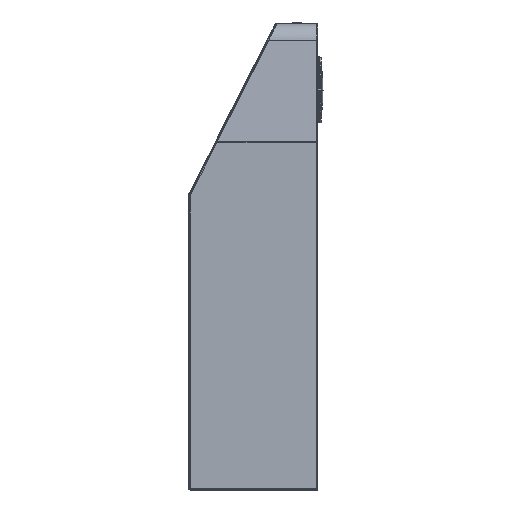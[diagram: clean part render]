
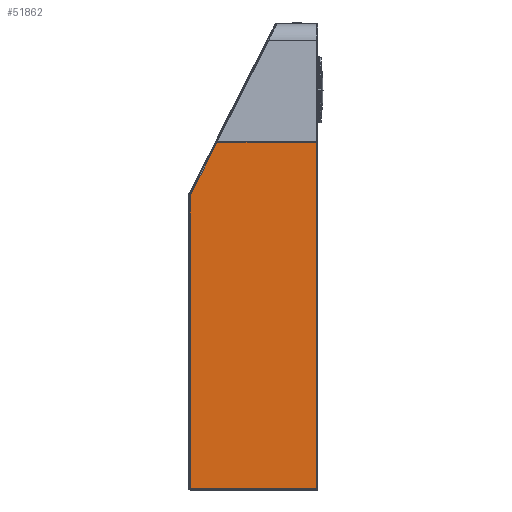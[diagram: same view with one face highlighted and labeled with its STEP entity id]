
A CAD part, left-side view. The second image highlights one B-rep face of the part: STEP entity #51862.
In plain terms, the highlighted face is planar.
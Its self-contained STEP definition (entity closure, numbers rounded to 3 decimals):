
#49039=DIRECTION('',(0.,-0.893,0.451));
#49040=VECTOR('',#49039,1.3);
#49041=CARTESIAN_POINT('',(0.5,1.16,126.914));
#49042=LINE('',#49041,#49040);
#49043=DIRECTION('',(0.,-0.893,0.451));
#49044=VECTOR('',#49043,1.3);
#49045=CARTESIAN_POINT('',(0.5,29.195,182.414));
#49046=LINE('',#49045,#49044);
#49047=DIRECTION('',(0.,1.,0.));
#49048=VECTOR('',#49047,109.366);
#49049=CARTESIAN_POINT('',(0.5,28.034,183.));
#49050=LINE('',#49049,#49048);
#49075=DIRECTION('',(0.,0.,-1.));
#49076=VECTOR('',#49075,322.5);
#49077=CARTESIAN_POINT('',(0.5,0.,127.5));
#49078=LINE('',#49077,#49076);
#49149=DIRECTION('',(0.,1.,0.));
#49150=VECTOR('',#49149,137.4);
#49151=CARTESIAN_POINT('',(0.5,0.,-195.));
#49152=LINE('',#49151,#49150);
#49261=DIRECTION('',(0.,0.,1.));
#49262=VECTOR('',#49261,378.);
#49263=CARTESIAN_POINT('',(0.5,137.4,-195.));
#49264=LINE('',#49263,#49262);
#49676=DIRECTION('',(0.,-0.451,-0.893));
#49677=VECTOR('',#49676,62.179);
#49678=CARTESIAN_POINT('',(0.5,29.195,182.414));
#49679=LINE('',#49678,#49677);
#51450=CARTESIAN_POINT('',(0.5,1.16,126.914));
#51451=CARTESIAN_POINT('',(0.5,0.,127.5));
#51452=VERTEX_POINT('',#51450);
#51453=VERTEX_POINT('',#51451);
#51582=CARTESIAN_POINT('',(0.5,29.195,182.414));
#51583=CARTESIAN_POINT('',(0.5,28.034,183.));
#51584=VERTEX_POINT('',#51582);
#51585=VERTEX_POINT('',#51583);
#51600=CARTESIAN_POINT('',(0.5,0.,-195.));
#51601=VERTEX_POINT('',#51600);
#51608=CARTESIAN_POINT('',(0.5,137.4,-195.));
#51609=VERTEX_POINT('',#51608);
#51622=CARTESIAN_POINT('',(0.5,137.4,183.));
#51623=VERTEX_POINT('',#51622);
#51841=CARTESIAN_POINT('',(0.5,0.,0.));
#51842=DIRECTION('',(-1.,0.,0.));
#51843=DIRECTION('',(0.,0.,1.));
#51844=AXIS2_PLACEMENT_3D('',#51841,#51842,#51843);
#51845=PLANE('',#51844);
#51847=ORIENTED_EDGE('',*,*,#51846,.F.);
#51849=ORIENTED_EDGE('',*,*,#51848,.F.);
#51851=ORIENTED_EDGE('',*,*,#51850,.F.);
#51853=ORIENTED_EDGE('',*,*,#51852,.T.);
#51855=ORIENTED_EDGE('',*,*,#51854,.T.);
#51857=ORIENTED_EDGE('',*,*,#51856,.F.);
#51859=ORIENTED_EDGE('',*,*,#51858,.F.);
#51860=EDGE_LOOP('',(#51847,#51849,#51851,#51853,#51855,#51857,#51859));
#51861=FACE_OUTER_BOUND('',#51860,.F.);
#51862=ADVANCED_FACE('',(#51861),#51845,.F.);
#51846=EDGE_CURVE('',#51453,#51601,#49078,.T.);
#51848=EDGE_CURVE('',#51452,#51453,#49042,.T.);
#51850=EDGE_CURVE('',#51584,#51452,#49679,.T.);
#51852=EDGE_CURVE('',#51584,#51585,#49046,.T.);
#51854=EDGE_CURVE('',#51585,#51623,#49050,.T.);
#51856=EDGE_CURVE('',#51609,#51623,#49264,.T.);
#51858=EDGE_CURVE('',#51601,#51609,#49152,.T.);
